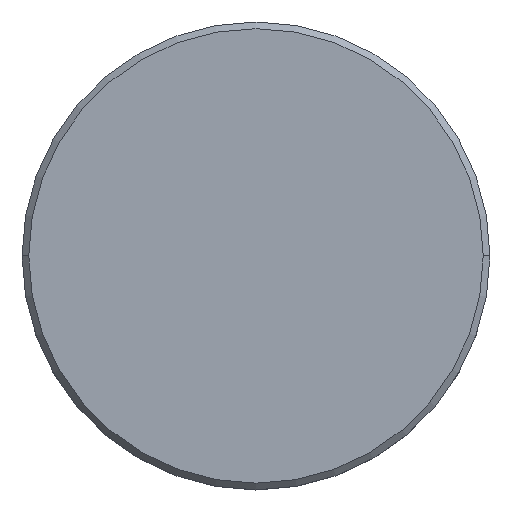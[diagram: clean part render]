
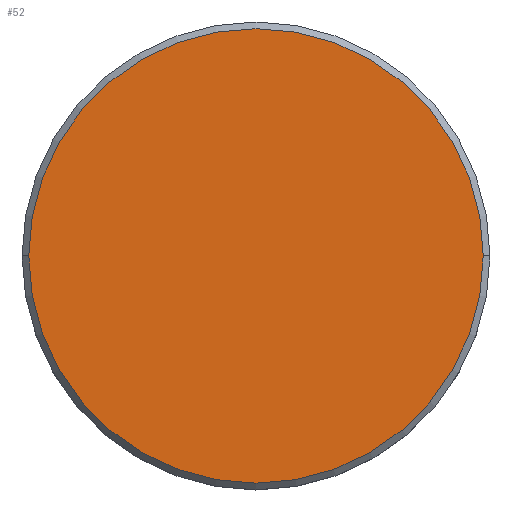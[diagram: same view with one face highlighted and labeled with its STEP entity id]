
A CAD part, top view. The second image highlights one B-rep face of the part: STEP entity #52.
In plain terms, the highlighted planar face has unit normal (0, 0, 1).
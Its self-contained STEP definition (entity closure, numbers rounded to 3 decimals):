
#19 = AXIS2_PLACEMENT_3D ( 'NONE', #517, #692, #66 ) ;
#23 = DIRECTION ( 'NONE',  ( 0., 0., 1. ) ) ;
#52 = ADVANCED_FACE ( 'NONE', ( #1074 ), #83, .T. ) ;
#66 = DIRECTION ( 'NONE',  ( 1., 0., 0. ) ) ;
#83 = PLANE ( 'NONE',  #380 ) ;
#96 = EDGE_CURVE ( 'NONE', #1071, #602, #570, .T. ) ;
#161 = EDGE_CURVE ( 'NONE', #602, #1071, #434, .T. ) ;
#263 = CARTESIAN_POINT ( 'NONE',  ( 17., 0., 0. ) ) ;
#270 = DIRECTION ( 'NONE',  ( 0., 0., 1. ) ) ;
#380 = AXIS2_PLACEMENT_3D ( 'NONE', #601, #270, #609 ) ;
#434 = CIRCLE ( 'NONE', #474, 17. ) ;
#474 = AXIS2_PLACEMENT_3D ( 'NONE', #999, #23, #662 ) ;
#517 = CARTESIAN_POINT ( 'NONE',  ( 0., 0., 0. ) ) ;
#570 = CIRCLE ( 'NONE', #19, 17. ) ;
#601 = CARTESIAN_POINT ( 'NONE',  ( 0., 0., 0. ) ) ;
#602 = VERTEX_POINT ( 'NONE', #263 ) ;
#609 = DIRECTION ( 'NONE',  ( 1., 0., 0. ) ) ;
#626 = CARTESIAN_POINT ( 'NONE',  ( -17., 0., 0. ) ) ;
#662 = DIRECTION ( 'NONE',  ( 1., 0., 0. ) ) ;
#692 = DIRECTION ( 'NONE',  ( 0., 0., 1. ) ) ;
#753 = ORIENTED_EDGE ( 'NONE', *, *, #96, .T. ) ;
#999 = CARTESIAN_POINT ( 'NONE',  ( 0., 0., 0. ) ) ;
#1071 = VERTEX_POINT ( 'NONE', #626 ) ;
#1074 = FACE_OUTER_BOUND ( 'NONE', #1110, .T. ) ;
#1110 = EDGE_LOOP ( 'NONE', ( #753, #1172 ) ) ;
#1172 = ORIENTED_EDGE ( 'NONE', *, *, #161, .T. ) ;
